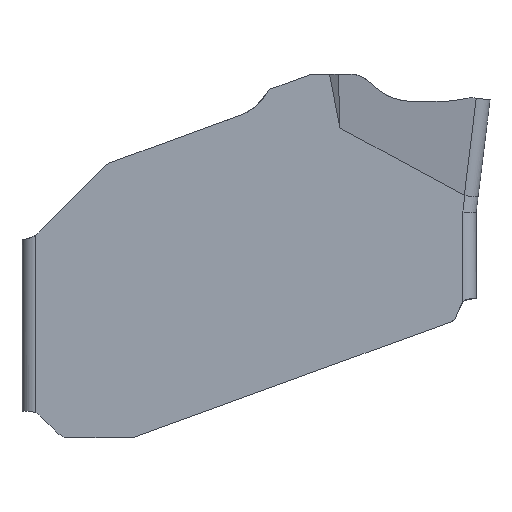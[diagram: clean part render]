
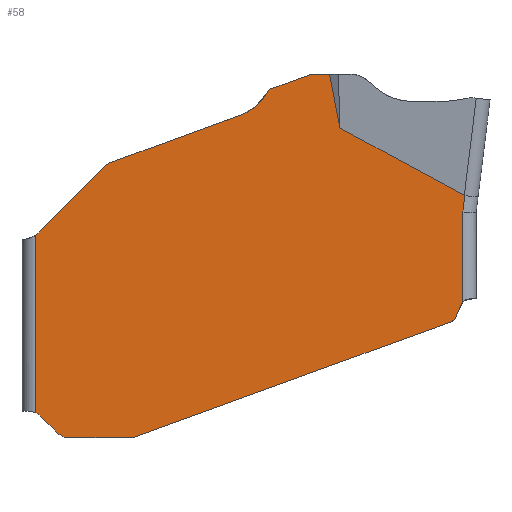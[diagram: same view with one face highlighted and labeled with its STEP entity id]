
A CAD part, left-side view. The second image highlights one B-rep face of the part: STEP entity #58.
In plain terms, the highlighted planar face has unit normal (-1, 0, 0).
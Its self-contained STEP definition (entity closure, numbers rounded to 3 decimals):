
#58=ADVANCED_FACE('',(#122),#101,.F.);
#101=PLANE('',#912);
#122=FACE_OUTER_BOUND('',#165,.T.);
#165=EDGE_LOOP('',(#395,#396,#397,#398,#399,#400,#401,#402,#403,#404,#405,
#406,#407,#408,#409,#410,#411,#412,#413,#414,#415,#416));
#208=ELLIPSE('',#908,3.939,0.4);
#228=LINE('',#1379,#302);
#229=LINE('',#1383,#303);
#230=LINE('',#1387,#304);
#231=LINE('',#1407,#305);
#232=LINE('',#1409,#306);
#233=LINE('',#1413,#307);
#234=LINE('',#1415,#308);
#235=LINE('',#1417,#309);
#236=LINE('',#1421,#310);
#237=LINE('',#1438,#311);
#238=LINE('',#1462,#312);
#302=VECTOR('',#995,1.);
#303=VECTOR('',#998,1.);
#304=VECTOR('',#1001,1.);
#305=VECTOR('',#1002,1.);
#306=VECTOR('',#1003,1.);
#307=VECTOR('',#1006,1.);
#308=VECTOR('',#1007,1.);
#309=VECTOR('',#1008,1.);
#310=VECTOR('',#1011,1.);
#311=VECTOR('',#1014,1.);
#312=VECTOR('',#1017,1.);
#395=ORIENTED_EDGE('',*,*,#717,.F.);
#396=ORIENTED_EDGE('',*,*,#718,.F.);
#397=ORIENTED_EDGE('',*,*,#719,.F.);
#398=ORIENTED_EDGE('',*,*,#720,.F.);
#399=ORIENTED_EDGE('',*,*,#721,.F.);
#400=ORIENTED_EDGE('',*,*,#722,.F.);
#401=ORIENTED_EDGE('',*,*,#723,.F.);
#402=ORIENTED_EDGE('',*,*,#724,.F.);
#403=ORIENTED_EDGE('',*,*,#725,.T.);
#404=ORIENTED_EDGE('',*,*,#726,.T.);
#405=ORIENTED_EDGE('',*,*,#727,.T.);
#406=ORIENTED_EDGE('',*,*,#728,.F.);
#407=ORIENTED_EDGE('',*,*,#729,.F.);
#408=ORIENTED_EDGE('',*,*,#730,.T.);
#409=ORIENTED_EDGE('',*,*,#731,.T.);
#410=ORIENTED_EDGE('',*,*,#732,.T.);
#411=ORIENTED_EDGE('',*,*,#733,.T.);
#412=ORIENTED_EDGE('',*,*,#734,.T.);
#413=ORIENTED_EDGE('',*,*,#735,.T.);
#414=ORIENTED_EDGE('',*,*,#736,.T.);
#415=ORIENTED_EDGE('',*,*,#737,.T.);
#416=ORIENTED_EDGE('',*,*,#738,.T.);
#637=VERTEX_POINT('',#1377);
#638=VERTEX_POINT('',#1378);
#639=VERTEX_POINT('',#1380);
#640=VERTEX_POINT('',#1382);
#641=VERTEX_POINT('',#1384);
#642=VERTEX_POINT('',#1386);
#643=VERTEX_POINT('',#1388);
#644=VERTEX_POINT('',#1395);
#645=VERTEX_POINT('',#1406);
#646=VERTEX_POINT('',#1408);
#647=VERTEX_POINT('',#1410);
#648=VERTEX_POINT('',#1412);
#649=VERTEX_POINT('',#1414);
#650=VERTEX_POINT('',#1416);
#651=VERTEX_POINT('',#1418);
#652=VERTEX_POINT('',#1420);
#653=VERTEX_POINT('',#1422);
#654=VERTEX_POINT('',#1424);
#655=VERTEX_POINT('',#1437);
#656=VERTEX_POINT('',#1439);
#657=VERTEX_POINT('',#1441);
#658=VERTEX_POINT('',#1461);
#717=EDGE_CURVE('',#637,#638,#822,.T.);
#718=EDGE_CURVE('',#639,#637,#228,.T.);
#719=EDGE_CURVE('',#640,#639,#823,.T.);
#720=EDGE_CURVE('',#641,#640,#229,.T.);
#721=EDGE_CURVE('',#642,#641,#824,.T.);
#722=EDGE_CURVE('',#643,#642,#230,.T.);
#723=EDGE_CURVE('',#644,#643,#838,.T.);
#724=EDGE_CURVE('',#645,#644,#839,.T.);
#725=EDGE_CURVE('',#645,#646,#231,.T.);
#726=EDGE_CURVE('',#646,#647,#232,.T.);
#727=EDGE_CURVE('',#647,#648,#208,.T.);
#728=EDGE_CURVE('',#649,#648,#233,.T.);
#729=EDGE_CURVE('',#650,#649,#234,.T.);
#730=EDGE_CURVE('',#650,#651,#235,.T.);
#731=EDGE_CURVE('',#651,#652,#825,.T.);
#732=EDGE_CURVE('',#652,#653,#236,.T.);
#733=EDGE_CURVE('',#653,#654,#826,.T.);
#734=EDGE_CURVE('',#654,#655,#840,.T.);
#735=EDGE_CURVE('',#655,#656,#237,.T.);
#736=EDGE_CURVE('',#656,#657,#827,.T.);
#737=EDGE_CURVE('',#657,#658,#841,.T.);
#738=EDGE_CURVE('',#658,#638,#238,.T.);
#822=CIRCLE('',#905,0.5);
#823=CIRCLE('',#906,0.6);
#824=CIRCLE('',#907,0.25);
#825=CIRCLE('',#909,0.25);
#826=CIRCLE('',#910,0.2);
#827=CIRCLE('',#911,0.25);
#838=B_SPLINE_CURVE_WITH_KNOTS('',3,(#1389,#1390,#1391,#1392,#1393,#1394),
 .UNSPECIFIED.,.F.,.F.,(4,2,4),(0.,0.5,1.),.UNSPECIFIED.);
#839=B_SPLINE_CURVE_WITH_KNOTS('',3,(#1396,#1397,#1398,#1399,#1400,#1401,
#1402,#1403,#1404,#1405),.UNSPECIFIED.,.F.,.F.,(4,3,3,4),(0.,0.001,
0.68,1.),.UNSPECIFIED.);
#840=B_SPLINE_CURVE_WITH_KNOTS('',3,(#1425,#1426,#1427,#1428,#1429,#1430,
#1431,#1432,#1433,#1434,#1435,#1436),.UNSPECIFIED.,.F.,.F.,(4,1,1,1,1,1,
1,1,1,4),(0.,0.046,0.22,0.423,0.438,
0.453,0.484,0.623,1.,
1.),.UNSPECIFIED.);
#841=B_SPLINE_CURVE_WITH_KNOTS('',3,(#1442,#1443,#1444,#1445,#1446,#1447,
#1448,#1449,#1450,#1451,#1452,#1453,#1454,#1455,#1456,#1457,#1458,#1459,
#1460),.UNSPECIFIED.,.F.,.F.,(4,1,1,1,1,1,1,1,1,1,1,1,1,1,1,1,4),(0.,0.155,
0.436,0.718,0.789,0.824,
0.833,0.841,0.859,0.894,
0.93,0.947,0.965,0.969,
0.974,0.982,1.),.UNSPECIFIED.);
#905=AXIS2_PLACEMENT_3D('',#1376,#993,#994);
#906=AXIS2_PLACEMENT_3D('',#1381,#996,#997);
#907=AXIS2_PLACEMENT_3D('',#1385,#999,#1000);
#908=AXIS2_PLACEMENT_3D('',#1411,#1004,#1005);
#909=AXIS2_PLACEMENT_3D('',#1419,#1009,#1010);
#910=AXIS2_PLACEMENT_3D('',#1423,#1012,#1013);
#911=AXIS2_PLACEMENT_3D('',#1440,#1015,#1016);
#912=AXIS2_PLACEMENT_3D('',#1463,#1018,#1019);
#993=DIRECTION('',(-1.,0.,0.));
#994=DIRECTION('',(0.,0.,-1.));
#995=DIRECTION('',(0.,0.707,0.707));
#996=DIRECTION('',(1.,0.,0.));
#997=DIRECTION('',(0.,0.,-1.));
#998=DIRECTION('',(0.,1.,0.));
#999=DIRECTION('',(1.,0.,0.));
#1000=DIRECTION('',(0.,0.,-1.));
#1001=DIRECTION('',(0.,0.94,-0.342));
#1002=DIRECTION('',(0.,0.,1.));
#1003=DIRECTION('',(0.,-0.122,0.993));
#1004=DIRECTION('',(1.,0.,0.));
#1005=DIRECTION('',(0.,-0.122,0.993));
#1006=DIRECTION('',(0.,-0.879,-0.478));
#1007=DIRECTION('',(0.,-0.189,-0.982));
#1008=DIRECTION('',(0.,1.,0.));
#1009=DIRECTION('',(-1.,0.,0.));
#1010=DIRECTION('',(0.,0.,-1.));
#1011=DIRECTION('',(0.,0.94,-0.342));
#1012=DIRECTION('',(-1.,0.,0.));
#1013=DIRECTION('',(0.,0.,-1.));
#1014=DIRECTION('',(0.,0.94,-0.342));
#1015=DIRECTION('',(-1.,0.,0.));
#1016=DIRECTION('',(0.,0.,-1.));
#1017=DIRECTION('',(0.,0.,-1.));
#1018=DIRECTION('',(1.,0.,0.));
#1019=DIRECTION('',(0.,0.,1.));
#1376=CARTESIAN_POINT('',(-2.7,6.8,-9.7));
#1377=CARTESIAN_POINT('',(-2.7,6.446,-9.346));
#1378=CARTESIAN_POINT('',(-2.7,6.6,-9.242));
#1379=CARTESIAN_POINT('',(-2.7,7.896,-7.896));
#1380=CARTESIAN_POINT('',(-2.7,5.969,-9.824));
#1381=CARTESIAN_POINT('',(-2.7,5.544,-9.4));
#1382=CARTESIAN_POINT('',(-2.7,5.544,-10.));
#1383=CARTESIAN_POINT('',(-2.7,0.,-10.));
#1384=CARTESIAN_POINT('',(-2.7,3.749,-10.));
#1385=CARTESIAN_POINT('',(-2.7,3.749,-9.75));
#1386=CARTESIAN_POINT('',(-2.7,3.664,-9.985));
#1387=CARTESIAN_POINT('',(-2.7,-2.781,-7.639));
#1388=CARTESIAN_POINT('',(-2.7,-5.854,-6.521));
#1389=CARTESIAN_POINT('',(-2.7,-5.971,-6.414));
#1390=CARTESIAN_POINT('',(-2.7,-5.96,-6.439));
#1391=CARTESIAN_POINT('',(-2.7,-5.943,-6.461));
#1392=CARTESIAN_POINT('',(-2.7,-5.903,-6.497));
#1393=CARTESIAN_POINT('',(-2.7,-5.88,-6.511));
#1394=CARTESIAN_POINT('',(-2.7,-5.854,-6.521));
#1395=CARTESIAN_POINT('',(-2.7,-5.971,-6.414));
#1396=CARTESIAN_POINT('',(-2.7,-6.2,-5.936));
#1397=CARTESIAN_POINT('',(-2.7,-6.2,-5.936));
#1398=CARTESIAN_POINT('',(-2.7,-6.2,-5.936));
#1399=CARTESIAN_POINT('',(-2.7,-6.2,-5.936));
#1400=CARTESIAN_POINT('',(-2.7,-6.128,-6.032));
#1401=CARTESIAN_POINT('',(-2.7,-6.094,-6.151));
#1402=CARTESIAN_POINT('',(-2.7,-6.043,-6.26));
#1403=CARTESIAN_POINT('',(-2.7,-6.019,-6.311));
#1404=CARTESIAN_POINT('',(-2.7,-5.995,-6.363));
#1405=CARTESIAN_POINT('',(-2.7,-5.971,-6.414));
#1406=CARTESIAN_POINT('',(-2.7,-6.2,-5.936));
#1407=CARTESIAN_POINT('',(-2.7,-6.2,0.));
#1408=CARTESIAN_POINT('',(-2.7,-6.2,-3.233));
#1409=CARTESIAN_POINT('',(-2.7,-6.499,-0.798));
#1410=CARTESIAN_POINT('',(-2.7,-6.26,-2.742));
#1411=CARTESIAN_POINT('',(-2.7,-6.74,1.168));
#1412=CARTESIAN_POINT('',(-2.7,-6.245,-2.736));
#1413=CARTESIAN_POINT('',(-2.7,-0.276,0.508));
#1414=CARTESIAN_POINT('',(-2.7,-2.52,-0.712));
#1415=CARTESIAN_POINT('',(-2.7,-2.298,0.442));
#1416=CARTESIAN_POINT('',(-2.7,-2.21,0.9));
#1417=CARTESIAN_POINT('',(-2.7,0.,0.9));
#1418=CARTESIAN_POINT('',(-2.7,-1.727,0.9));
#1419=CARTESIAN_POINT('',(-2.7,-1.727,0.65));
#1420=CARTESIAN_POINT('',(-2.7,-1.641,0.885));
#1421=CARTESIAN_POINT('',(-2.7,0.092,0.254));
#1422=CARTESIAN_POINT('',(-2.7,-0.452,0.452));
#1423=CARTESIAN_POINT('',(-2.7,-0.52,0.264));
#1424=CARTESIAN_POINT('',(-2.7,-0.345,0.359));
#1425=CARTESIAN_POINT('',(-2.7,-0.345,0.359));
#1426=CARTESIAN_POINT('',(-2.7,-0.327,0.327));
#1427=CARTESIAN_POINT('',(-2.7,-0.237,0.175));
#1428=CARTESIAN_POINT('',(-2.7,-0.021,-0.079));
#1429=CARTESIAN_POINT('',(-2.7,0.247,-0.25));
#1430=CARTESIAN_POINT('',(-2.7,0.421,-0.321));
#1431=CARTESIAN_POINT('',(-2.7,0.466,-0.339));
#1432=CARTESIAN_POINT('',(-2.7,0.607,-0.39));
#1433=CARTESIAN_POINT('',(-2.7,1.019,-0.54));
#1434=CARTESIAN_POINT('',(-2.7,1.418,-0.685));
#1435=CARTESIAN_POINT('',(-2.7,1.712,-0.792));
#1436=CARTESIAN_POINT('',(-2.7,1.712,-0.792));
#1437=CARTESIAN_POINT('',(-2.7,1.712,-0.792));
#1438=CARTESIAN_POINT('',(-2.7,-0.054,-0.149));
#1439=CARTESIAN_POINT('',(-2.7,4.375,-1.761));
#1440=CARTESIAN_POINT('',(-2.7,4.289,-1.996));
#1441=CARTESIAN_POINT('',(-2.7,4.466,-1.819));
#1442=CARTESIAN_POINT('',(-2.7,4.466,-1.819));
#1443=CARTESIAN_POINT('',(-2.7,4.591,-1.944));
#1444=CARTESIAN_POINT('',(-2.7,4.944,-2.297));
#1445=CARTESIAN_POINT('',(-2.7,5.524,-2.877));
#1446=CARTESIAN_POINT('',(-2.7,6.037,-3.39));
#1447=CARTESIAN_POINT('',(-2.7,6.35,-3.703));
#1448=CARTESIAN_POINT('',(-2.7,6.442,-3.795));
#1449=CARTESIAN_POINT('',(-2.7,6.485,-3.838));
#1450=CARTESIAN_POINT('',(-2.7,6.514,-3.865));
#1451=CARTESIAN_POINT('',(-2.7,6.568,-3.91));
#1452=CARTESIAN_POINT('',(-2.7,6.653,-3.965));
#1453=CARTESIAN_POINT('',(-2.7,6.746,-4.007));
#1454=CARTESIAN_POINT('',(-2.7,6.823,-4.032));
#1455=CARTESIAN_POINT('',(-2.7,6.867,-4.042));
#1456=CARTESIAN_POINT('',(-2.7,6.896,-4.048));
#1457=CARTESIAN_POINT('',(-2.7,6.916,-4.051));
#1458=CARTESIAN_POINT('',(-2.7,6.95,-4.057));
#1459=CARTESIAN_POINT('',(-2.7,6.98,-4.063));
#1460=CARTESIAN_POINT('',(-2.7,7.,-4.066));
#1461=CARTESIAN_POINT('',(-2.7,6.6,-3.929));
#1462=CARTESIAN_POINT('',(-2.7,6.6,4.4));
#1463=CARTESIAN_POINT('',(-2.7,0.,0.));
